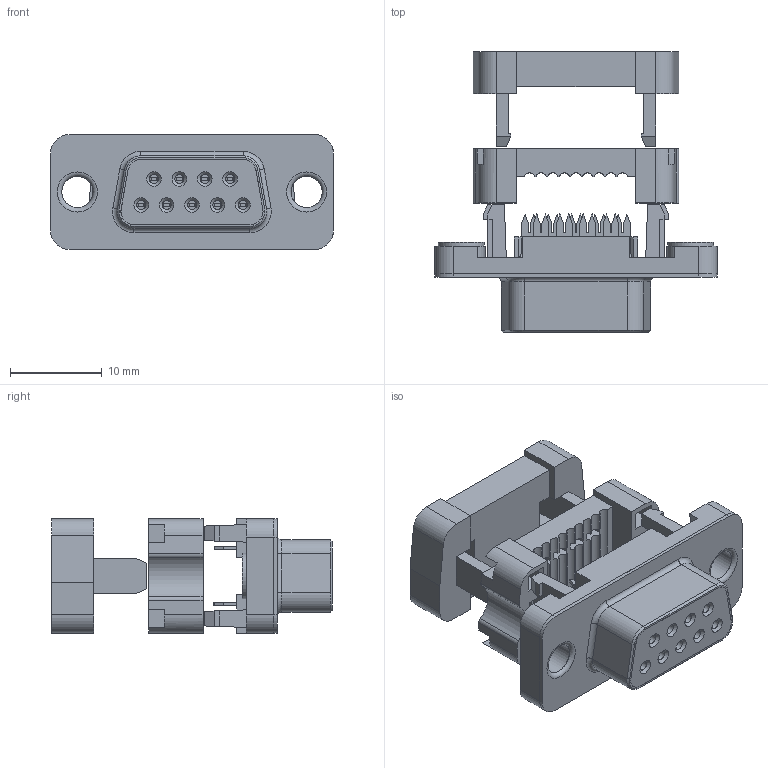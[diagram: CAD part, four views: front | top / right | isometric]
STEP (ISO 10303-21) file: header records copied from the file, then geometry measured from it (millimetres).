
FILE_DESCRIPTION(/* description */ ('Unknown'),/* implementation_level */ '2;1');
FILE_NAME(/* name */ '618009221923',/* time_stamp */ '2023-02-27T10:34:01+01:00',/* author */ ('Unknown'),/* organization */ ('Unknown'),/* preprocessor_version */ 'ST-DEVELOPER v16.7',/* originating_system */ 'Solid Edge',/* authorisation */ 'Unknown');
FILE_SCHEMA (('AUTOMOTIVE_DESIGN {1 0 10303 214 3 1 1}'));
Length unit declared in the file: millimetre
Products named in the file (15): 6180xx221923; 618009221923; 6180xx221923_PIN; 6180xx221923_PIN02; 6180xx221923_PIN04; 61800922x923_Pad; 6180xx221923_PIN05; 6180xx221923_Rivet; 6180xx221923_PIN03; 6180xx221923_PIN20; 6180xx221923_PIN21; 6180xx221923_PIN22; 6180xx221923_PIN23; 61800922x923_Strain Relief
Assembly tree (15 placements, depth 2):
  6180xx221923
    618009221923
    6180xx221923_PIN
    6180xx221923_PIN02
    6180xx221923_PIN04
    61800922x923_Pad
    6180xx221923_PIN05
    6180xx221923_Rivet  x2
    618009221923
    6180xx221923_PIN03
    6180xx221923_PIN20
    6180xx221923_PIN21
    6180xx221923_PIN22
    6180xx221923_PIN23
    61800922x923_Strain Relief
Bounding box: 30.81 x 30.6 x 12.5 mm (x, y, z)
Volume: 3478.4 mm3; surface area: 6147.9 mm2
Topology: 15 solids, 15 shells, 1087 faces, 2963 edges, 1903 vertices
Faces by surface type: plane 848, cylinder 170, bspline 36, torus 20, cone 13
Full cylindrical faces by diameter (mm): 1 x9, 3.4 x2, 4 x2, 4.2 x2, 4.5 x2, 5 x2
Entity records: 37599 total; most frequent: CARTESIAN_POINT 6611, ORIENTED_EDGE 5812, DIRECTION 5398, EDGE_CURVE 2906, LINE 2388, VECTOR 2388, VERTEX_POINT 1882, AXIS2_PLACEMENT_3D 1505
